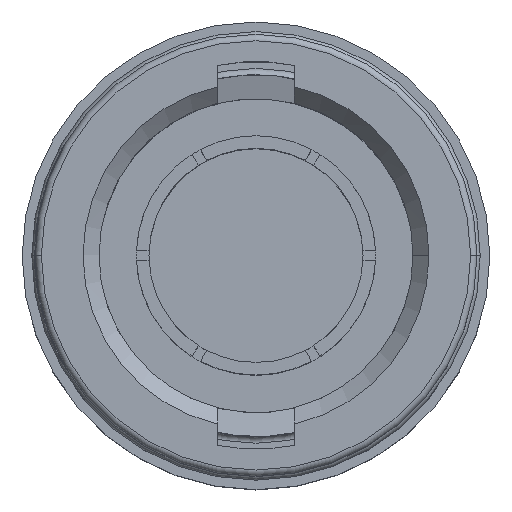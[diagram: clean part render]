
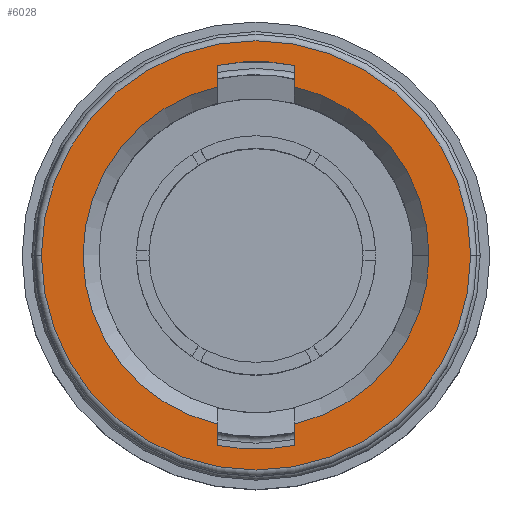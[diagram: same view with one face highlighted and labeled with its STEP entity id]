
A CAD part, top view. The second image highlights one B-rep face of the part: STEP entity #6028.
In plain terms, the highlighted planar face has unit normal (0, 0, 1).
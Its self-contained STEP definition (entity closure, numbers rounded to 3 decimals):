
#16 = DIRECTION ( 'NONE',  ( 0., 0., 1. ) ) ;
#137 = ORIENTED_EDGE ( 'NONE', *, *, #7653, .F. ) ;
#170 = AXIS2_PLACEMENT_3D ( 'NONE', #9768, #1213, #11196 ) ;
#239 = CIRCLE ( 'NONE', #170, 5.4 ) ;
#437 = CIRCLE ( 'NONE', #1360, 6.05 ) ;
#710 = DIRECTION ( 'NONE',  ( 1., 0., 0. ) ) ;
#863 = CARTESIAN_POINT ( 'NONE',  ( 1.2, 5.93, 0. ) ) ;
#963 = DIRECTION ( 'NONE',  ( 0., 1., 0. ) ) ;
#1213 = DIRECTION ( 'NONE',  ( 0., 0., 1. ) ) ;
#1360 = AXIS2_PLACEMENT_3D ( 'NONE', #17781, #9251, #710 ) ;
#1466 = CARTESIAN_POINT ( 'NONE',  ( 5.4, 0., 0. ) ) ;
#1532 = CARTESIAN_POINT ( 'NONE',  ( 1.2, 5.265, 0. ) ) ;
#1550 = ORIENTED_EDGE ( 'NONE', *, *, #8114, .F. ) ;
#1781 = FACE_OUTER_BOUND ( 'NONE', #6460, .T. ) ;
#2395 = CIRCLE ( 'NONE', #3124, 6.05 ) ;
#2624 = VECTOR ( 'NONE', #963, 1000. ) ;
#3124 = AXIS2_PLACEMENT_3D ( 'NONE', #12214, #3687, #13668 ) ;
#3254 = DIRECTION ( 'NONE',  ( 0., 0., 1. ) ) ;
#3385 = DIRECTION ( 'NONE',  ( 0., 0., 1. ) ) ;
#3687 = DIRECTION ( 'NONE',  ( 0., 0., 1. ) ) ;
#3774 = VERTEX_POINT ( 'NONE', #15856 ) ;
#3941 = CARTESIAN_POINT ( 'NONE',  ( 0., 0., 0. ) ) ;
#4188 = CARTESIAN_POINT ( 'NONE',  ( 0., 0., 0. ) ) ;
#4283 = AXIS2_PLACEMENT_3D ( 'NONE', #8563, #16, #10022 ) ;
#4434 = EDGE_CURVE ( 'NONE', #6670, #6040, #437, .T. ) ;
#4466 = CARTESIAN_POINT ( 'NONE',  ( -1.2, 4.751, 0. ) ) ;
#4729 = CARTESIAN_POINT ( 'NONE',  ( -6.7, 0., 0. ) ) ;
#5297 = VECTOR ( 'NONE', #14110, 1000. ) ;
#5389 = DIRECTION ( 'NONE',  ( 1., 0., 0. ) ) ;
#5397 = VERTEX_POINT ( 'NONE', #10909 ) ;
#5519 = EDGE_CURVE ( 'NONE', #11807, #9518, #239, .T. ) ;
#5646 = DIRECTION ( 'NONE',  ( -1., 0., 0. ) ) ;
#5720 = AXIS2_PLACEMENT_3D ( 'NONE', #11785, #3254, #13219 ) ;
#5947 = CIRCLE ( 'NONE', #4283, 6.7 ) ;
#6028 = ADVANCED_FACE ( 'NONE', ( #1781, #16922 ), #14101, .F. ) ;
#6040 = VERTEX_POINT ( 'NONE', #15636 ) ;
#6460 = EDGE_LOOP ( 'NONE', ( #8187, #10422 ) ) ;
#6552 = ORIENTED_EDGE ( 'NONE', *, *, #5519, .F. ) ;
#6633 = CARTESIAN_POINT ( 'NONE',  ( 1.2, -4.751, 0. ) ) ;
#6657 = EDGE_LOOP ( 'NONE', ( #1550, #11009, #137, #7025, #16659, #15506, #13532, #6552, #14629 ) ) ;
#6670 = VERTEX_POINT ( 'NONE', #17379 ) ;
#7025 = ORIENTED_EDGE ( 'NONE', *, *, #7987, .F. ) ;
#7078 = DIRECTION ( 'NONE',  ( 0., 1., 0. ) ) ;
#7241 = EDGE_CURVE ( 'NONE', #5397, #16641, #5947, .T. ) ;
#7653 = EDGE_CURVE ( 'NONE', #10525, #14953, #10845, .T. ) ;
#7987 = EDGE_CURVE ( 'NONE', #3774, #10525, #16855, .T. ) ;
#8114 = EDGE_CURVE ( 'NONE', #16823, #15486, #2395, .T. ) ;
#8116 = CARTESIAN_POINT ( 'NONE',  ( -1.2, -5.265, 0. ) ) ;
#8187 = ORIENTED_EDGE ( 'NONE', *, *, #13022, .T. ) ;
#8563 = CARTESIAN_POINT ( 'NONE',  ( 0., 0., 0. ) ) ;
#9215 = CARTESIAN_POINT ( 'NONE',  ( -1.2, 5.265, 0. ) ) ;
#9251 = DIRECTION ( 'NONE',  ( 0., 0., 1. ) ) ;
#9518 = VERTEX_POINT ( 'NONE', #8116 ) ;
#9635 = CARTESIAN_POINT ( 'NONE',  ( -1.2, -4.751, 0. ) ) ;
#9637 = AXIS2_PLACEMENT_3D ( 'NONE', #4188, #14158, #5646 ) ;
#9768 = CARTESIAN_POINT ( 'NONE',  ( 0., 0., 0. ) ) ;
#10022 = DIRECTION ( 'NONE',  ( -1., 0., 0. ) ) ;
#10422 = ORIENTED_EDGE ( 'NONE', *, *, #7241, .T. ) ;
#10525 = VERTEX_POINT ( 'NONE', #1466 ) ;
#10845 = CIRCLE ( 'NONE', #16917, 5.4 ) ;
#10909 = CARTESIAN_POINT ( 'NONE',  ( 6.7, 0., 0. ) ) ;
#11009 = ORIENTED_EDGE ( 'NONE', *, *, #17031, .F. ) ;
#11196 = DIRECTION ( 'NONE',  ( 1., 0., 0. ) ) ;
#11475 = LINE ( 'NONE', #12618, #15234 ) ;
#11491 = CARTESIAN_POINT ( 'NONE',  ( -1.2, 5.93, 0. ) ) ;
#11785 = CARTESIAN_POINT ( 'NONE',  ( 0., 0., 0. ) ) ;
#11807 = VERTEX_POINT ( 'NONE', #9215 ) ;
#11922 = CARTESIAN_POINT ( 'NONE',  ( 0., 0., 0. ) ) ;
#12166 = EDGE_CURVE ( 'NONE', #6040, #3774, #17773, .T. ) ;
#12214 = CARTESIAN_POINT ( 'NONE',  ( 0., 0., 0. ) ) ;
#12308 = EDGE_CURVE ( 'NONE', #9518, #6670, #12866, .T. ) ;
#12431 = EDGE_CURVE ( 'NONE', #15486, #11807, #12615, .T. ) ;
#12615 = LINE ( 'NONE', #4466, #16404 ) ;
#12618 = CARTESIAN_POINT ( 'NONE',  ( 1.2, 4.751, 0. ) ) ;
#12866 = LINE ( 'NONE', #9635, #5297 ) ;
#13022 = EDGE_CURVE ( 'NONE', #16641, #5397, #15029, .T. ) ;
#13219 = DIRECTION ( 'NONE',  ( -1., 0., 0. ) ) ;
#13359 = DIRECTION ( 'NONE',  ( 1., 0., 0. ) ) ;
#13532 = ORIENTED_EDGE ( 'NONE', *, *, #12308, .F. ) ;
#13668 = DIRECTION ( 'NONE',  ( -1., 0., 0. ) ) ;
#13929 = DIRECTION ( 'NONE',  ( 0., 0., 1. ) ) ;
#14101 = PLANE ( 'NONE',  #9637 ) ;
#14110 = DIRECTION ( 'NONE',  ( 0., -1., 0. ) ) ;
#14158 = DIRECTION ( 'NONE',  ( 0., 0., -1. ) ) ;
#14629 = ORIENTED_EDGE ( 'NONE', *, *, #12431, .F. ) ;
#14953 = VERTEX_POINT ( 'NONE', #1532 ) ;
#15029 = CIRCLE ( 'NONE', #5720, 6.7 ) ;
#15234 = VECTOR ( 'NONE', #7078, 1000. ) ;
#15486 = VERTEX_POINT ( 'NONE', #11491 ) ;
#15506 = ORIENTED_EDGE ( 'NONE', *, *, #4434, .F. ) ;
#15636 = CARTESIAN_POINT ( 'NONE',  ( 1.2, -5.93, 0. ) ) ;
#15856 = CARTESIAN_POINT ( 'NONE',  ( 1.2, -5.265, 0. ) ) ;
#16221 = AXIS2_PLACEMENT_3D ( 'NONE', #11922, #3385, #13359 ) ;
#16404 = VECTOR ( 'NONE', #17341, 1000. ) ;
#16641 = VERTEX_POINT ( 'NONE', #4729 ) ;
#16659 = ORIENTED_EDGE ( 'NONE', *, *, #12166, .F. ) ;
#16823 = VERTEX_POINT ( 'NONE', #863 ) ;
#16855 = CIRCLE ( 'NONE', #16221, 5.4 ) ;
#16917 = AXIS2_PLACEMENT_3D ( 'NONE', #3941, #13929, #5389 ) ;
#16922 = FACE_BOUND ( 'NONE', #6657, .T. ) ;
#17031 = EDGE_CURVE ( 'NONE', #14953, #16823, #11475, .T. ) ;
#17341 = DIRECTION ( 'NONE',  ( 0., -1., 0. ) ) ;
#17379 = CARTESIAN_POINT ( 'NONE',  ( -1.2, -5.93, 0. ) ) ;
#17773 = LINE ( 'NONE', #6633, #2624 ) ;
#17781 = CARTESIAN_POINT ( 'NONE',  ( 0., 0., 0. ) ) ;
